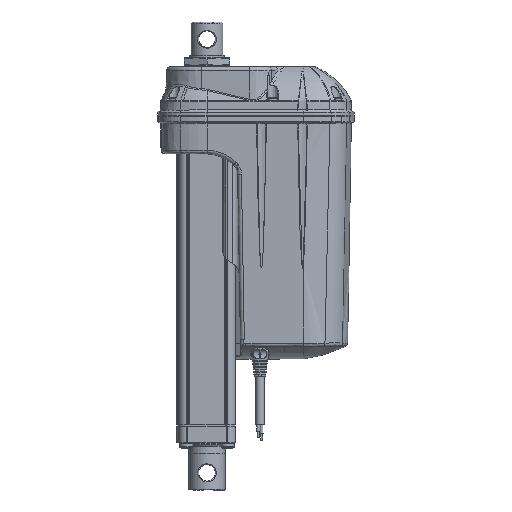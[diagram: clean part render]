
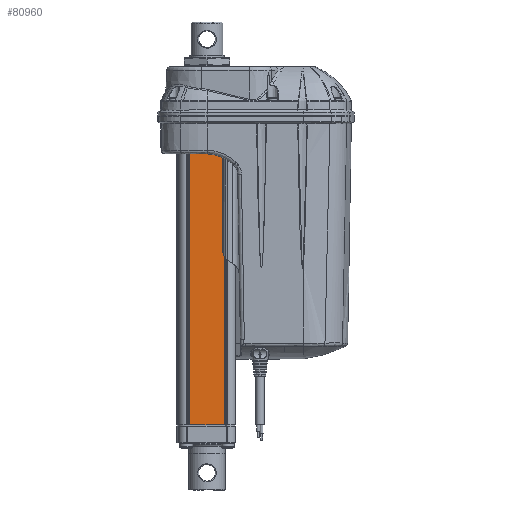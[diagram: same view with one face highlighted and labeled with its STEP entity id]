
A CAD part, front view. The second image highlights one B-rep face of the part: STEP entity #80960.
In plain terms, the highlighted planar face has unit normal (0, -1, 0).
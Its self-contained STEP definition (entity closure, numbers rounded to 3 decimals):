
#80542=CARTESIAN_POINT('',(-88.589,-20.15,122.));
#80543=VERTEX_POINT('',#80542);
#80552=CARTESIAN_POINT('',(-88.589,-20.15,-91.5));
#80553=VERTEX_POINT('',#80552);
#80561=CARTESIAN_POINT('',(-88.589,-20.15,-91.5));
#80562=DIRECTION('',(0.,0.,1.));
#80563=VECTOR('',#80562,213.5);
#80564=LINE('',#80561,#80563);
#80565=EDGE_CURVE('',#80553,#80543,#80564,.T.);
#80575=CARTESIAN_POINT('',(-61.411,-20.15,122.));
#80576=VERTEX_POINT('',#80575);
#80584=CARTESIAN_POINT('',(-61.411,-20.15,-91.5));
#80585=VERTEX_POINT('',#80584);
#80586=CARTESIAN_POINT('',(-61.411,-20.15,122.));
#80587=DIRECTION('',(0.,0.,-1.));
#80588=VECTOR('',#80587,213.5);
#80589=LINE('',#80586,#80588);
#80590=EDGE_CURVE('',#80576,#80585,#80589,.T.);
#80939=CARTESIAN_POINT('',(-75.,-20.15,-239.75));
#80940=DIRECTION('',(0.,0.,-1.));
#80941=DIRECTION('',(0.,-1.,0.));
#80942=AXIS2_PLACEMENT_3D('',#80939,#80941,#80940);
#80943=PLANE('',#80942);
#80944=CARTESIAN_POINT('',(-61.411,-20.15,122.));
#80945=DIRECTION('',(-1.,0.,0.));
#80946=VECTOR('',#80945,27.177);
#80947=LINE('',#80944,#80946);
#80948=EDGE_CURVE('',#80576,#80543,#80947,.T.);
#80949=ORIENTED_EDGE('E195',*,*,#80948,.T.);
#80950=ORIENTED_EDGE('E195',*,*,#80565,.F.);
#80951=CARTESIAN_POINT('',(-88.589,-20.15,-91.5));
#80952=DIRECTION('',(1.,0.,0.));
#80953=VECTOR('',#80952,27.177);
#80954=LINE('',#80951,#80953);
#80955=EDGE_CURVE('',#80553,#80585,#80954,.T.);
#80956=ORIENTED_EDGE('E210',*,*,#80955,.T.);
#80957=ORIENTED_EDGE('E210',*,*,#80590,.F.);
#80958=EDGE_LOOP('',(#80949,#80950,#80956,#80957));
#80959=FACE_OUTER_BOUND('',#80958,.T.);
#80960=ADVANCED_FACE('F64',(#80959),#80943,.T.);
